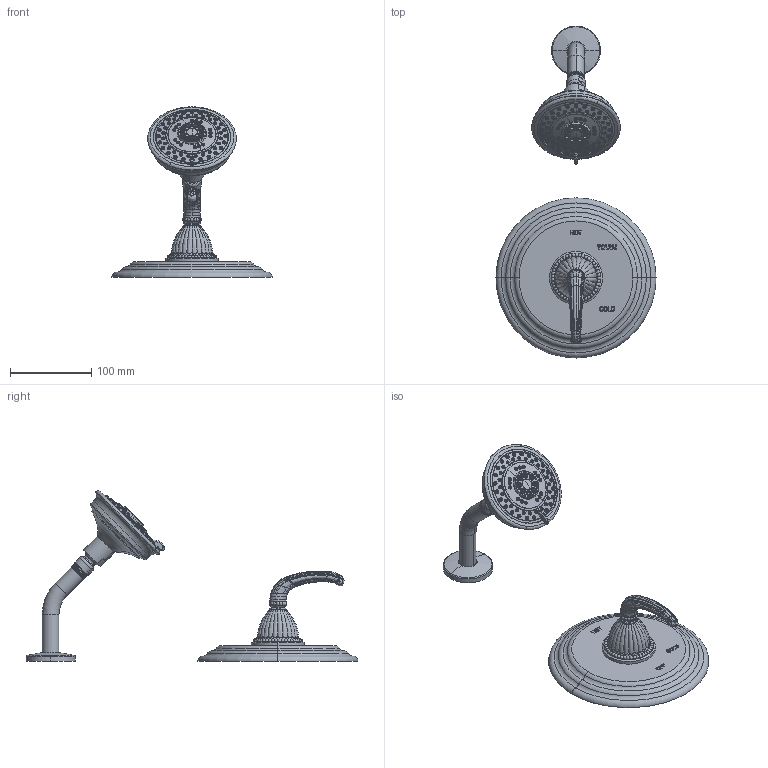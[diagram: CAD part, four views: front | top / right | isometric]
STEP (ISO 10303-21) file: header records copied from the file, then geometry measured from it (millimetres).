
FILE_DESCRIPTION((''),'2;1');
FILE_NAME('3-884BP','2021-05-25T14:35:30',('jinson.thomas'),(''),'CREO PARAMETRIC BY PTC INC, 2018400','CREO PARAMETRIC BY PTC INC, 2018400','');
FILE_SCHEMA(('CONFIG_CONTROL_DESIGN'));
Length unit declared in the file: inch
Products named in the file (1): 3-884BP
Bounding box: 196.85 x 408.05 x 209.53 mm (x, y, z)
Volume: 875041.8 mm3; surface area: 124813 mm2
Topology: 2 solids, 2 shells, 1822 faces, 4281 edges, 2543 vertices
Faces by surface type: bspline 499, torus 343, cone 302, plane 282, cylinder 202, sphere 112, extrusion 80, revolution 2
Entity records: 107268 total; most frequent: CARTESIAN_POINT 70160, ORIENTED_EDGE 8378, DIRECTION 6531, EDGE_CURVE 4189, AXIS2_PLACEMENT_3D 2742, VERTEX_POINT 2543, EDGE_LOOP 2010, FACE_OUTER_BOUND 1822
